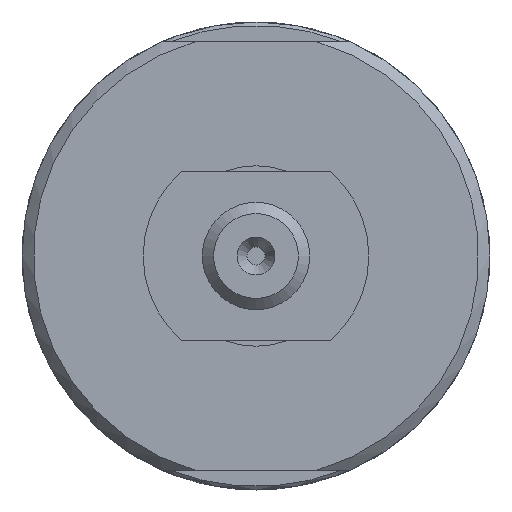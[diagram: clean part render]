
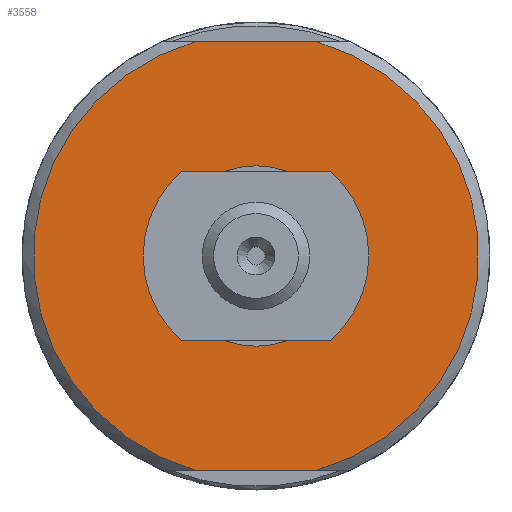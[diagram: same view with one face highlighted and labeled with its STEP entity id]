
A CAD part, left-side view. The second image highlights one B-rep face of the part: STEP entity #3558.
In plain terms, the highlighted planar face has unit normal (-1, 0, 0).
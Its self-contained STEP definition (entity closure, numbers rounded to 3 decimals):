
#126=PLANE('',#3847);
#425=FACE_BOUND('',#690,.T.);
#485=FACE_OUTER_BOUND('',#689,.T.);
#689=EDGE_LOOP('',(#2684,#2685,#2686,#2687));
#690=EDGE_LOOP('',(#2688,#2689));
#926=CIRCLE('',#3834,19.75);
#933=CIRCLE('',#3844,8.);
#934=CIRCLE('',#3845,8.);
#936=CIRCLE('',#3848,19.75);
#1068=LINE('',#5380,#1351);
#1072=LINE('',#5396,#1355);
#1351=VECTOR('',#4312,10.);
#1355=VECTOR('',#4320,10.);
#1672=VERTEX_POINT('',#5375);
#1673=VERTEX_POINT('',#5379);
#1676=VERTEX_POINT('',#5391);
#1677=VERTEX_POINT('',#5395);
#1685=VERTEX_POINT('',#5421);
#1686=VERTEX_POINT('',#5423);
#2045=EDGE_CURVE('',#1673,#1672,#1068,.T.);
#2051=EDGE_CURVE('',#1677,#1676,#1072,.T.);
#2054=EDGE_CURVE('',#1673,#1676,#926,.T.);
#2063=EDGE_CURVE('',#1686,#1685,#933,.T.);
#2064=EDGE_CURVE('',#1685,#1686,#934,.T.);
#2066=EDGE_CURVE('',#1677,#1672,#936,.T.);
#2684=ORIENTED_EDGE('',*,*,#2045,.T.);
#2685=ORIENTED_EDGE('',*,*,#2066,.F.);
#2686=ORIENTED_EDGE('',*,*,#2051,.T.);
#2687=ORIENTED_EDGE('',*,*,#2054,.F.);
#2688=ORIENTED_EDGE('',*,*,#2063,.T.);
#2689=ORIENTED_EDGE('',*,*,#2064,.T.);
#3558=ADVANCED_FACE('',(#485,#425),#126,.T.);
#3834=AXIS2_PLACEMENT_3D('',#5403,#4327,#4328);
#3844=AXIS2_PLACEMENT_3D('',#5424,#4349,#4350);
#3845=AXIS2_PLACEMENT_3D('',#5425,#4351,#4352);
#3847=AXIS2_PLACEMENT_3D('',#5427,#4355,#4356);
#3848=AXIS2_PLACEMENT_3D('',#5428,#4357,#4358);
#4312=DIRECTION('',(0.,1.,0.));
#4320=DIRECTION('',(0.,-1.,0.));
#4327=DIRECTION('center_axis',(1.,0.,0.));
#4328=DIRECTION('ref_axis',(0.,-1.,0.));
#4349=DIRECTION('center_axis',(1.,0.,0.));
#4350=DIRECTION('ref_axis',(0.,-1.,0.));
#4351=DIRECTION('center_axis',(1.,0.,0.));
#4352=DIRECTION('ref_axis',(0.,-1.,0.));
#4355=DIRECTION('center_axis',(-1.,0.,0.));
#4356=DIRECTION('ref_axis',(0.,0.,-1.));
#4357=DIRECTION('center_axis',(1.,0.,0.));
#4358=DIRECTION('ref_axis',(0.,-1.,0.));
#5375=CARTESIAN_POINT('',(-117.7,5.391,19.));
#5379=CARTESIAN_POINT('',(-117.7,-5.391,19.));
#5380=CARTESIAN_POINT('',(-117.7,-1.392,19.));
#5391=CARTESIAN_POINT('',(-117.7,-5.391,-19.));
#5395=CARTESIAN_POINT('',(-117.7,5.391,-19.));
#5396=CARTESIAN_POINT('',(-117.7,-12.483,-19.));
#5403=CARTESIAN_POINT('Origin',(-117.7,0.,0.));
#5421=CARTESIAN_POINT('',(-117.7,8.,0.));
#5423=CARTESIAN_POINT('',(-117.7,-8.,0.));
#5424=CARTESIAN_POINT('Origin',(-117.7,0.,0.));
#5425=CARTESIAN_POINT('Origin',(-117.7,0.,0.));
#5427=CARTESIAN_POINT('Origin',(-117.7,-13.875,0.));
#5428=CARTESIAN_POINT('Origin',(-117.7,0.,0.));
